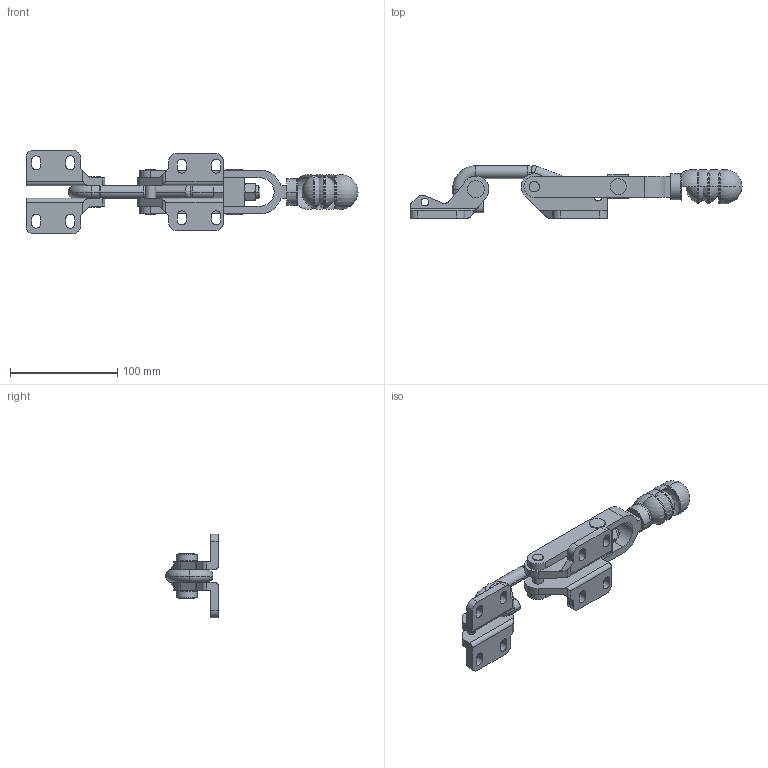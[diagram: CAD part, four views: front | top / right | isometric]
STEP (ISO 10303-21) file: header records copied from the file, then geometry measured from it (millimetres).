
FILE_DESCRIPTION( ( '' ), '1' );
FILE_NAME( 'K0079.0430N_GESCHLOSSEN.stp', '2012-10-30T10:39:21', ( '' ), ( '' ), ' ', ' ', ' ' );
FILE_SCHEMA( ( 'CONFIG_CONTROL_DESIGN' ) );
Length unit declared in the file: millimetre
Products named in the file (4): 1; 2; 3; 4
Bounding box: 309.98 x 49 x 78.02 mm (x, y, z)
Volume: 153030.3 mm3; surface area: 73629.7 mm2
Topology: 4 solids, 4 shells, 276 faces, 765 edges, 488 vertices
Faces by surface type: plane 113, cylinder 103, torus 44, sphere 14, cone 2
Entity records: 9638 total; most frequent: CARTESIAN_POINT 2298, DIRECTION 1558, ORIENTED_EDGE 1474, EDGE_CURVE 737, AXIS2_PLACEMENT_3D 598, VERTEX_POINT 488, LINE 362, VECTOR 362
